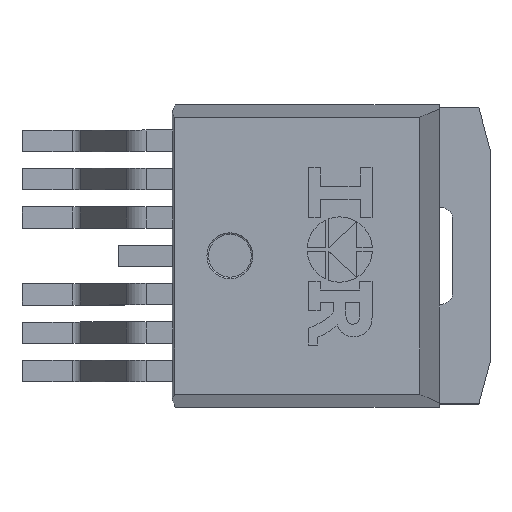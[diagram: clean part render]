
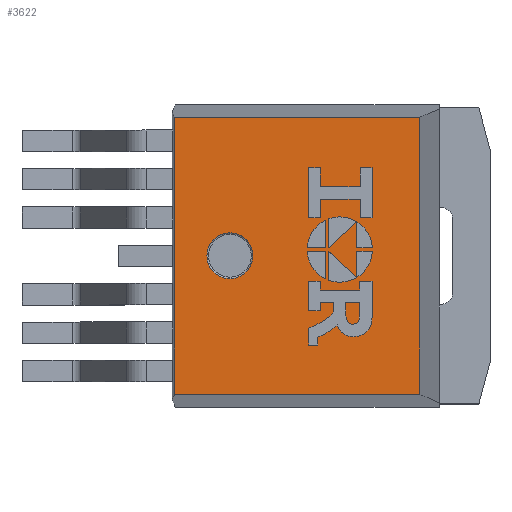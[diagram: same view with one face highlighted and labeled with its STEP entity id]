
A CAD part, top view. The second image highlights one B-rep face of the part: STEP entity #3622.
In plain terms, the highlighted planar face has unit normal (0, 0, 1).
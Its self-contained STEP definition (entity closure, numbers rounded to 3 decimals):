
#53=FACE_BOUND('',#601,.T.);
#194=PLANE('',#3938);
#394=FACE_OUTER_BOUND('',#600,.T.);
#600=EDGE_LOOP('',(#3312,#3313,#3314,#3315));
#601=EDGE_LOOP('',(#3316,#3317));
#995=LINE('',#5959,#1402);
#996=LINE('',#5961,#1403);
#997=LINE('',#5963,#1404);
#998=LINE('',#5964,#1405);
#1402=VECTOR('',#4910,1000.);
#1403=VECTOR('',#4911,1000.);
#1404=VECTOR('',#4912,1000.);
#1405=VECTOR('',#4913,1000.);
#1523=CIRCLE('',#3928,0.76);
#1524=CIRCLE('',#3931,0.76);
#1835=VERTEX_POINT('',#5915);
#1836=VERTEX_POINT('',#5917);
#1851=VERTEX_POINT('',#5957);
#1852=VERTEX_POINT('',#5958);
#1853=VERTEX_POINT('',#5960);
#1854=VERTEX_POINT('',#5962);
#2325=EDGE_CURVE('',#1835,#1836,#1523,.T.);
#2327=EDGE_CURVE('',#1836,#1835,#1524,.T.);
#2343=EDGE_CURVE('',#1851,#1852,#995,.T.);
#2344=EDGE_CURVE('',#1851,#1853,#996,.T.);
#2345=EDGE_CURVE('',#1853,#1854,#997,.T.);
#2346=EDGE_CURVE('',#1852,#1854,#998,.T.);
#3312=ORIENTED_EDGE('',*,*,#2343,.F.);
#3313=ORIENTED_EDGE('',*,*,#2344,.T.);
#3314=ORIENTED_EDGE('',*,*,#2345,.T.);
#3315=ORIENTED_EDGE('',*,*,#2346,.F.);
#3316=ORIENTED_EDGE('',*,*,#2325,.F.);
#3317=ORIENTED_EDGE('',*,*,#2327,.F.);
#3622=ADVANCED_FACE('',(#394,#53),#194,.T.);
#3928=AXIS2_PLACEMENT_3D('',#5918,#4874,#4875);
#3931=AXIS2_PLACEMENT_3D('',#5922,#4881,#4882);
#3938=AXIS2_PLACEMENT_3D('',#5956,#4908,#4909);
#4874=DIRECTION('center_axis',(0.,0.,1.));
#4875=DIRECTION('ref_axis',(0.,-1.,0.));
#4881=DIRECTION('center_axis',(0.,0.,1.));
#4882=DIRECTION('ref_axis',(0.,-1.,0.));
#4908=DIRECTION('center_axis',(0.,0.,1.));
#4909=DIRECTION('ref_axis',(0.,-1.,0.));
#4910=DIRECTION('',(1.,0.,0.));
#4911=DIRECTION('',(0.,-1.,0.));
#4912=DIRECTION('',(1.,0.,0.));
#4913=DIRECTION('',(0.,-1.,0.));
#5915=CARTESIAN_POINT('',(-0.865,-0.76,5.074));
#5917=CARTESIAN_POINT('',(-0.865,0.76,5.074));
#5918=CARTESIAN_POINT('Origin',(-0.865,0.,5.074));
#5922=CARTESIAN_POINT('Origin',(-0.865,0.,5.074));
#5956=CARTESIAN_POINT('Origin',(0.,0.,5.074));
#5957=CARTESIAN_POINT('',(-2.69,4.58,5.074));
#5958=CARTESIAN_POINT('',(5.424,4.58,5.074));
#5959=CARTESIAN_POINT('',(-3.935,4.58,5.074));
#5960=CARTESIAN_POINT('',(-2.69,-4.58,5.074));
#5961=CARTESIAN_POINT('',(-2.69,5.,5.074));
#5962=CARTESIAN_POINT('',(5.424,-4.58,5.074));
#5963=CARTESIAN_POINT('',(-3.935,-4.58,5.074));
#5964=CARTESIAN_POINT('',(5.424,5.,5.074));
